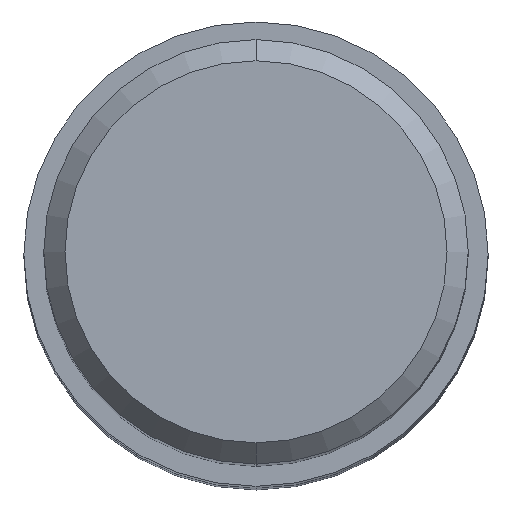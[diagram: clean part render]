
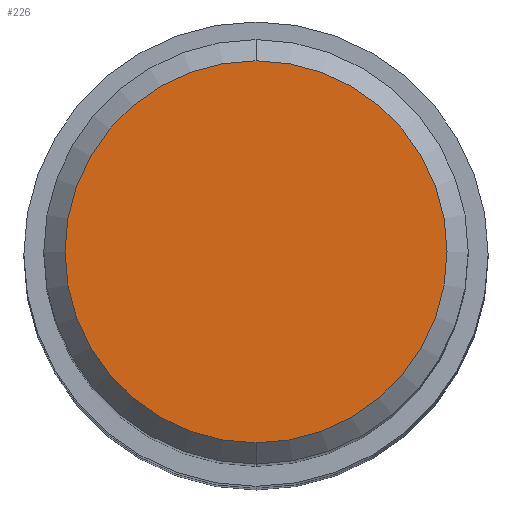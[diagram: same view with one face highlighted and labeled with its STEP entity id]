
A CAD part, top view. The second image highlights one B-rep face of the part: STEP entity #226.
In plain terms, the highlighted planar face has unit normal (0, 0, 1).
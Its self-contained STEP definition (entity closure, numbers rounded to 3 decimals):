
#198=VERTEX_POINT('',#494);
#226=ADVANCED_FACE('',(#525),#526,.T.);
#232=EDGE_CURVE('',#198,#432,#533,.T.);
#324=EDGE_CURVE('',#432,#198,#634,.T.);
#432=VERTEX_POINT('',#753);
#494=CARTESIAN_POINT('',(0.0,7.2,0.0));
#525=FACE_OUTER_BOUND('',#901,.T.);
#526=PLANE('',#902);
#533=CIRCLE('',#911,7.2);
#634=CIRCLE('',#1129,7.2);
#753=CARTESIAN_POINT('',(0.,-7.2,0.0));
#901=EDGE_LOOP('',(#1497,#1498));
#902=AXIS2_PLACEMENT_3D('',#1499,#1500,#1501);
#911=AXIS2_PLACEMENT_3D('',#1513,#1514,#1515);
#1129=AXIS2_PLACEMENT_3D('',#1630,#1631,#1632);
#1497=ORIENTED_EDGE('',*,*,#232,.F.);
#1498=ORIENTED_EDGE('',*,*,#324,.F.);
#1499=CARTESIAN_POINT('',(0.0,3.6,0.0));
#1500=DIRECTION('',(-0.0,0.0,1.0));
#1501=DIRECTION('',(0.0,-1.0,0.0));
#1513=CARTESIAN_POINT('',(0.0,0.0,0.0));
#1514=DIRECTION('',(0.0,0.0,-1.0));
#1515=DIRECTION('',(0.0,1.0,0.0));
#1630=CARTESIAN_POINT('',(0.0,0.0,0.0));
#1631=DIRECTION('',(0.0,0.0,-1.0));
#1632=DIRECTION('',(0.0,1.0,0.0));
